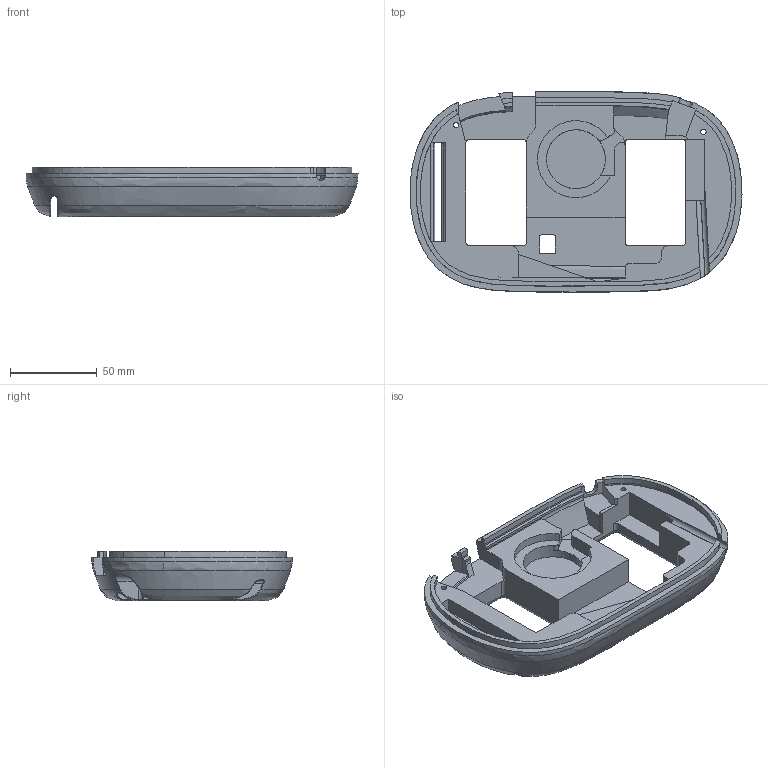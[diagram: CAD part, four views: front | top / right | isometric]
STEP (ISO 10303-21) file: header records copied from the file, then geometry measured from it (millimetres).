
FILE_DESCRIPTION(/* description */ (''),/* implementation_level */ '2;1');
FILE_NAME(/* name */ 'Stylish Belt Synth V4 Wood CNC Bottom.step',/* time_stamp */ '2019-07-12T00:12:04-07:00',/* author */ (''),/* organization */ (''),/* preprocessor_version */ 'ST-DEVELOPER v18',/* originating_system */ 'Autodesk Translation Framework v8.2.0.1029',/* authorisation */ '');
FILE_SCHEMA (('AUTOMOTIVE_DESIGN { 1 0 10303 214 3 1 1 }'));
Length unit declared in the file: millimetre
Products named in the file (1): Back
Bounding box: 191.8 x 115.68 x 28.5 mm (x, y, z)
Volume: 221903.8 mm3; surface area: 58784.9 mm2
Topology: 1 solids, 1 shells, 232 faces, 716 edges, 482 vertices
Faces by surface type: plane 83, bspline 73, cylinder 61, torus 12, sphere 3
Full cylindrical faces by diameter (mm): 3.048 x2, 34.08 x1
Entity records: 33154 total; most frequent: CARTESIAN_POINT 27335, ORIENTED_EDGE 1430, DIRECTION 910, EDGE_CURVE 715, VERTEX_POINT 482, AXIS2_PLACEMENT_3D 315, LINE 280, VECTOR 280
